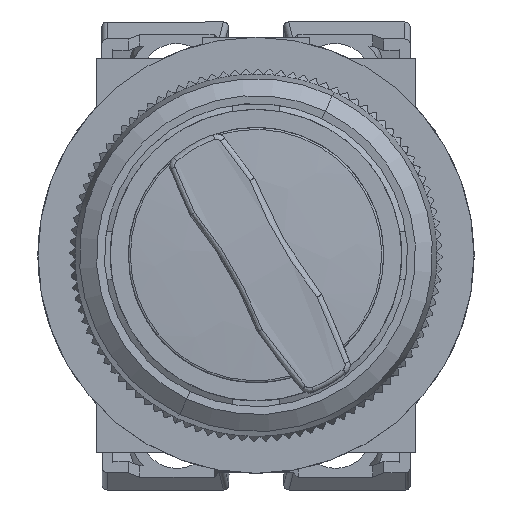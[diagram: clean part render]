
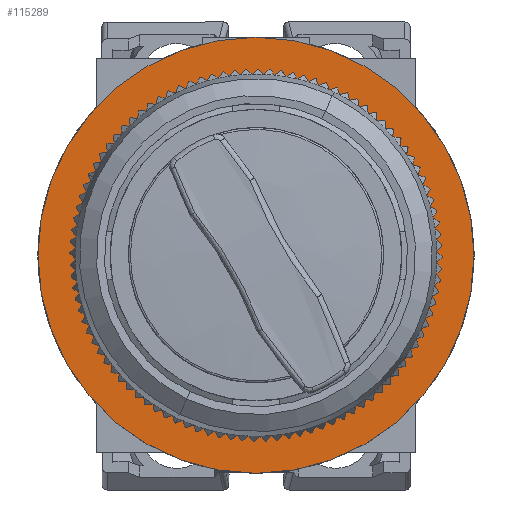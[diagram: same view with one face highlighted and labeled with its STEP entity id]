
A CAD part, top view. The second image highlights one B-rep face of the part: STEP entity #115289.
In plain terms, the highlighted planar face has unit normal (0, 0, 1).
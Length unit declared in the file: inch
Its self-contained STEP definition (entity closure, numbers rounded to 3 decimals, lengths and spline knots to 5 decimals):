
#2464 = DIRECTION ( 'NONE',  ( 0., 0., -1. ) ) ;
#6852 = CARTESIAN_POINT ( 'NONE',  ( 0.62598, 0., 0.23622 ) ) ;
#9441 = AXIS2_PLACEMENT_3D ( 'NONE', #43015, #14306, #112647 ) ;
#14306 = DIRECTION ( 'NONE',  ( 0., 0., 1. ) ) ;
#14724 = FACE_OUTER_BOUND ( 'NONE', #52688, .T. ) ;
#16910 = CARTESIAN_POINT ( 'NONE',  ( -0.80709, 0., 0.23622 ) ) ;
#24044 = EDGE_CURVE ( 'NONE', #106563, #122866, #70646, .T. ) ;
#27515 = DIRECTION ( 'NONE',  ( 0., 0., 1. ) ) ;
#30555 = DIRECTION ( 'NONE',  ( 1., 0., 0. ) ) ;
#34178 = CIRCLE ( 'NONE', #9441, 0.80709 ) ;
#37177 = ORIENTED_EDGE ( 'NONE', *, *, #102716, .T. ) ;
#43015 = CARTESIAN_POINT ( 'NONE',  ( 0., 0., 0.23622 ) ) ;
#45346 = FACE_BOUND ( 'NONE', #61400, .T. ) ;
#52688 = EDGE_LOOP ( 'NONE', ( #59302, #37177 ) ) ;
#55192 = ORIENTED_EDGE ( 'NONE', *, *, #95418, .T. ) ;
#57855 = DIRECTION ( 'NONE',  ( -1., 0., 0. ) ) ;
#59302 = ORIENTED_EDGE ( 'NONE', *, *, #72636, .T. ) ;
#61400 = EDGE_LOOP ( 'NONE', ( #55192, #115581 ) ) ;
#63090 = AXIS2_PLACEMENT_3D ( 'NONE', #98974, #68543, #30555 ) ;
#65593 = AXIS2_PLACEMENT_3D ( 'NONE', #75442, #27515, #57855 ) ;
#67936 = DIRECTION ( 'NONE',  ( 0., 0., -1. ) ) ;
#68543 = DIRECTION ( 'NONE',  ( 0., 0., 1. ) ) ;
#68806 = VERTEX_POINT ( 'NONE', #71719 ) ;
#70646 = CIRCLE ( 'NONE', #81057, 0.62598 ) ;
#71087 = CIRCLE ( 'NONE', #65593, 0.80709 ) ;
#71323 = AXIS2_PLACEMENT_3D ( 'NONE', #80007, #2464, #100911 ) ;
#71719 = CARTESIAN_POINT ( 'NONE',  ( 0.80709, 0., 0.23622 ) ) ;
#72636 = EDGE_CURVE ( 'NONE', #106237, #68806, #71087, .T. ) ;
#75442 = CARTESIAN_POINT ( 'NONE',  ( 0., 0., 0.23622 ) ) ;
#77409 = CARTESIAN_POINT ( 'NONE',  ( 0., 0., 0.23622 ) ) ;
#80007 = CARTESIAN_POINT ( 'NONE',  ( 0., 0., 0.23622 ) ) ;
#81057 = AXIS2_PLACEMENT_3D ( 'NONE', #77409, #67936, #125238 ) ;
#88335 = PLANE ( 'NONE',  #63090 ) ;
#95418 = EDGE_CURVE ( 'NONE', #122866, #106563, #115297, .T. ) ;
#97465 = CARTESIAN_POINT ( 'NONE',  ( -0.62598, 0., 0.23622 ) ) ;
#98974 = CARTESIAN_POINT ( 'NONE',  ( 0., 0., 0.23622 ) ) ;
#100911 = DIRECTION ( 'NONE',  ( -1., 0., 0. ) ) ;
#102716 = EDGE_CURVE ( 'NONE', #68806, #106237, #34178, .T. ) ;
#106237 = VERTEX_POINT ( 'NONE', #16910 ) ;
#106563 = VERTEX_POINT ( 'NONE', #6852 ) ;
#112647 = DIRECTION ( 'NONE',  ( -1., 0., 0. ) ) ;
#115289 = ADVANCED_FACE ( 'NONE', ( #45346, #14724 ), #88335, .T. ) ;
#115297 = CIRCLE ( 'NONE', #71323, 0.62598 ) ;
#115581 = ORIENTED_EDGE ( 'NONE', *, *, #24044, .T. ) ;
#122866 = VERTEX_POINT ( 'NONE', #97465 ) ;
#125238 = DIRECTION ( 'NONE',  ( -1., 0., 0. ) ) ;
